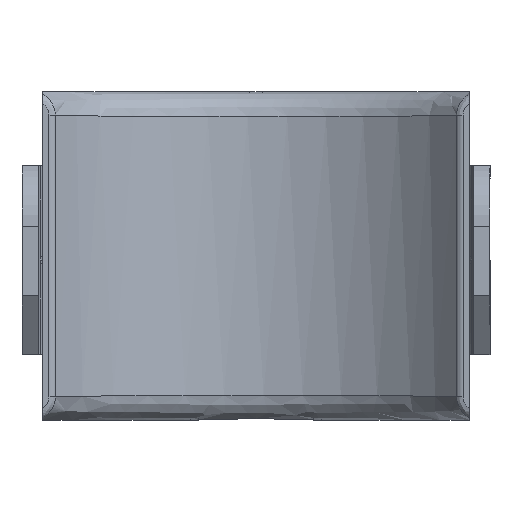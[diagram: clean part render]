
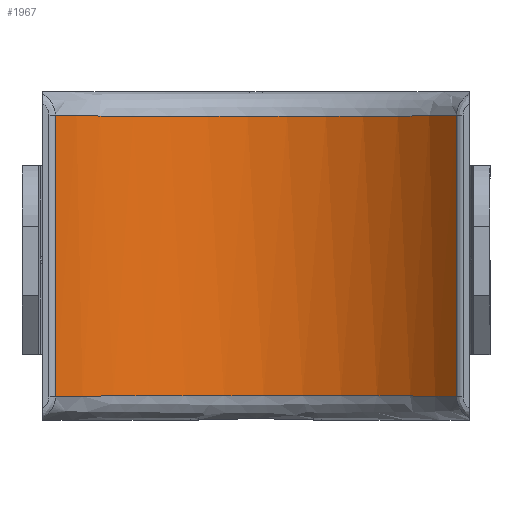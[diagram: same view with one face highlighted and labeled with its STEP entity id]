
A CAD part, front view. The second image highlights one B-rep face of the part: STEP entity #1967.
In plain terms, the highlighted cylindrical face has radius 31.5 mm (diameter 63 mm), a partial arc.
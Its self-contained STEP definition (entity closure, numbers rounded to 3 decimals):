
#76 = CARTESIAN_POINT ( 'NONE',  ( -20.361, -7.458, 17.066 ) ) ;
#529 = CARTESIAN_POINT ( 'NONE',  ( -24.443, -11.631, 17.164 ) ) ;
#530 = CARTESIAN_POINT ( 'NONE',  ( 24.443, -11.631, 17.164 ) ) ;
#579 = CARTESIAN_POINT ( 'NONE',  ( 20.379, -7.453, 17.066 ) ) ;
#604 = CARTESIAN_POINT ( 'NONE',  ( -8.06, -1.027, -17. ) ) ;
#630 = CARTESIAN_POINT ( 'NONE',  ( 17.606, -5.354, -17.033 ) ) ;
#1076 = CARTESIAN_POINT ( 'NONE',  ( -24.443, -11.631, 17.164 ) ) ;
#1148 = CARTESIAN_POINT ( 'NONE',  ( -24.443, -11.631, 20. ) ) ;
#1241 = CARTESIAN_POINT ( 'NONE',  ( -2.359, -0.001, -16.999 ) ) ;
#1243 = CARTESIAN_POINT ( 'NONE',  ( 9.242, -1.296, 17.001 ) ) ;
#1275 = CARTESIAN_POINT ( 'NONE',  ( 20.379, -7.453, -17.066 ) ) ;
#1487 = CARTESIAN_POINT ( 'NONE',  ( -12.483, -2.555, 17.007 ) ) ;
#1492 = CARTESIAN_POINT ( 'NONE',  ( 5.828, -0.522, 16.999 ) ) ;
#1511 = EDGE_CURVE ( 'NONE', #5862, #7414, #4858, .T. ) ;
#1559 = VECTOR ( 'NONE', #6667, 1000. ) ;
#1819 = ORIENTED_EDGE ( 'NONE', *, *, #6849, .T. ) ;
#1843 = CARTESIAN_POINT ( 'NONE',  ( -21.668, -8.628, -17.089 ) ) ;
#1867 = CARTESIAN_POINT ( 'NONE',  ( 2.337, -0.065, -16.999 ) ) ;
#1894 = CARTESIAN_POINT ( 'NONE',  ( 22.495, -9.442, -17.107 ) ) ;
#1967 = ADVANCED_FACE ( 'NONE', ( #5985 ), #4094, .F. ) ;
#2088 = CARTESIAN_POINT ( 'NONE',  ( 21.25, -8.218, 17.08 ) ) ;
#2089 = CARTESIAN_POINT ( 'NONE',  ( 11.432, -2.055, 17.003 ) ) ;
#2113 = CARTESIAN_POINT ( 'NONE',  ( -8.06, -1.027, 17. ) ) ;
#2120 = CARTESIAN_POINT ( 'NONE',  ( 16.118, -4.43, 17.023 ) ) ;
#2194 = CARTESIAN_POINT ( 'NONE',  ( 24.443, -11.631, 20. ) ) ;
#2232 = CARTESIAN_POINT ( 'NONE',  ( 23.689, -10.729, 17.139 ) ) ;
#2472 = CARTESIAN_POINT ( 'NONE',  ( 24.073, -11.175, 17.151 ) ) ;
#2476 = CARTESIAN_POINT ( 'NONE',  ( -20.361, -7.458, -17.066 ) ) ;
#2497 = CARTESIAN_POINT ( 'NONE',  ( 22.9, -9.862, 17.117 ) ) ;
#2506 = CARTESIAN_POINT ( 'NONE',  ( 5.828, -0.522, -16.999 ) ) ;
#2545 = CARTESIAN_POINT ( 'NONE',  ( 23.689, -10.729, -17.139 ) ) ;
#2610 = ORIENTED_EDGE ( 'NONE', *, *, #4393, .T. ) ;
#2749 = CARTESIAN_POINT ( 'NONE',  ( 15.61, -4.134, 17.02 ) ) ;
#2773 = CARTESIAN_POINT ( 'NONE',  ( -4.665, -0.261, 16.999 ) ) ;
#3138 = CARTESIAN_POINT ( 'NONE',  ( -17.601, -5.271, -17.03 ) ) ;
#3164 = CARTESIAN_POINT ( 'NONE',  ( 11.432, -2.055, -17.003 ) ) ;
#3192 = CARTESIAN_POINT ( 'NONE',  ( 24.443, -11.631, -17.164 ) ) ;
#3275 = CARTESIAN_POINT ( 'NONE',  ( -21.668, -8.628, 17.089 ) ) ;
#3588 = CARTESIAN_POINT ( 'NONE',  ( 0., -31.5, 20. ) ) ;
#3772 = CARTESIAN_POINT ( 'NONE',  ( -12.483, -2.555, -17.007 ) ) ;
#3795 = CARTESIAN_POINT ( 'NONE',  ( 14.581, -3.572, -17.014 ) ) ;
#3828 = LINE ( 'NONE', #1148, #5136 ) ;
#3850 = CARTESIAN_POINT ( 'NONE',  ( -22.916, -9.856, 17.116 ) ) ;
#3896 = CARTESIAN_POINT ( 'NONE',  ( -19.909, -7.082, 17.06 ) ) ;
#4002 = CARTESIAN_POINT ( 'NONE',  ( 2.337, -0.065, 16.999 ) ) ;
#4026 = CARTESIAN_POINT ( 'NONE',  ( -2.359, -0.001, 16.999 ) ) ;
#4061 = CARTESIAN_POINT ( 'NONE',  ( -15.628, -4.052, 17.018 ) ) ;
#4094 = CYLINDRICAL_SURFACE ( 'NONE', #7959, 31.5 ) ;
#4361 = CARTESIAN_POINT ( 'NONE',  ( -24.443, -11.631, -17.164 ) ) ;
#4393 = EDGE_CURVE ( 'NONE', #5053, #5862, #6461, .T. ) ;
#4413 = CARTESIAN_POINT ( 'NONE',  ( -9.181, -1.345, -17.001 ) ) ;
#4449 = CARTESIAN_POINT ( 'NONE',  ( 16.118, -4.43, -17.023 ) ) ;
#4541 = CARTESIAN_POINT ( 'NONE',  ( -21.24, -8.231, 17.081 ) ) ;
#4858 = B_SPLINE_CURVE_WITH_KNOTS ( 'NONE', 3,
 ( #530, #2472, #2232, #2497, #5586, #2088, #579, #6568, #7203, #2120, #2749, #6946, #7989, #2089, #1243, #1492, #5676, #4002, #7233, #4026, #2773, #2113, #5957, #7867, #1487, #4061, #5186, #3896, #76, #4541, #3275, #3850, #5801, #1076 ),
 .UNSPECIFIED., .F., .F.,
 ( 4, 2, 2, 2, 2, 2, 2, 2, 2, 2, 2, 2, 2, 2, 2, 2, 4 ),
 ( 0., 0.002, 0.004, 0.008, 0.011, 0.013, 0.015, 0.022, 0.025, 0.029, 0.036, 0.039, 0.043, 0.05, 0.052, 0.053, 0.057 ),
 .UNSPECIFIED. ) ;
#5053 = VERTEX_POINT ( 'NONE', #6503 ) ;
#5067 = CARTESIAN_POINT ( 'NONE',  ( -4.665, -0.261, -16.999 ) ) ;
#5080 = CARTESIAN_POINT ( 'NONE',  ( 24.443, -11.631, 17.164 ) ) ;
#5096 = CARTESIAN_POINT ( 'NONE',  ( 18.557, -6.02, -17.042 ) ) ;
#5136 = VECTOR ( 'NONE', #6244, 1000. ) ;
#5186 = CARTESIAN_POINT ( 'NONE',  ( -17.601, -5.271, 17.03 ) ) ;
#5445 = B_SPLINE_CURVE_WITH_KNOTS ( 'NONE', 3,
 ( #4361, #8208, #5675, #1843, #6302, #2476, #6952, #3138, #7594, #3772, #8267, #4413, #604, #5067, #1241, #5703, #1867, #6338, #2506, #6979, #3164, #7633, #3795, #8294, #4449, #630, #5096, #1275, #5734, #1894, #6368, #2545, #7003, #3192 ),
 .UNSPECIFIED., .F., .F.,
 ( 4, 2, 2, 2, 2, 2, 2, 2, 2, 2, 2, 2, 2, 2, 2, 2, 4 ),
 ( 0., 0.004, 0.006, 0.007, 0.014, 0.018, 0.021, 0.028, 0.032, 0.036, 0.043, 0.044, 0.046, 0.05, 0.053, 0.055, 0.057 ),
 .UNSPECIFIED. ) ;
#5586 = CARTESIAN_POINT ( 'NONE',  ( 22.495, -9.442, 17.107 ) ) ;
#5675 = CARTESIAN_POINT ( 'NONE',  ( -22.916, -9.856, -17.116 ) ) ;
#5676 = CARTESIAN_POINT ( 'NONE',  ( 4.664, -0.325, 16.999 ) ) ;
#5703 = CARTESIAN_POINT ( 'NONE',  ( 1.167, 0., -16.999 ) ) ;
#5734 = CARTESIAN_POINT ( 'NONE',  ( 21.25, -8.218, -17.08 ) ) ;
#5801 = CARTESIAN_POINT ( 'NONE',  ( -23.703, -10.72, 17.138 ) ) ;
#5831 = ORIENTED_EDGE ( 'NONE', *, *, #1511, .T. ) ;
#5862 = VERTEX_POINT ( 'NONE', #5080 ) ;
#5957 = CARTESIAN_POINT ( 'NONE',  ( -9.181, -1.345, 17.001 ) ) ;
#5985 = FACE_OUTER_BOUND ( 'NONE', #7122, .T. ) ;
#6244 = DIRECTION ( 'NONE',  ( 0., 0., -1. ) ) ;
#6302 = CARTESIAN_POINT ( 'NONE',  ( -21.24, -8.231, -17.081 ) ) ;
#6338 = CARTESIAN_POINT ( 'NONE',  ( 4.664, -0.325, -16.999 ) ) ;
#6368 = CARTESIAN_POINT ( 'NONE',  ( 22.9, -9.862, -17.117 ) ) ;
#6461 = LINE ( 'NONE', #2194, #1559 ) ;
#6503 = CARTESIAN_POINT ( 'NONE',  ( 24.443, -11.631, -17.164 ) ) ;
#6568 = CARTESIAN_POINT ( 'NONE',  ( 18.557, -6.02, 17.042 ) ) ;
#6667 = DIRECTION ( 'NONE',  ( 0., 0., 1. ) ) ;
#6849 = EDGE_CURVE ( 'NONE', #6948, #5053, #5445, .T. ) ;
#6946 = CARTESIAN_POINT ( 'NONE',  ( 14.581, -3.572, 17.014 ) ) ;
#6948 = VERTEX_POINT ( 'NONE', #7752 ) ;
#6952 = CARTESIAN_POINT ( 'NONE',  ( -19.909, -7.082, -17.06 ) ) ;
#6979 = CARTESIAN_POINT ( 'NONE',  ( 9.242, -1.296, -17.001 ) ) ;
#7003 = CARTESIAN_POINT ( 'NONE',  ( 24.073, -11.175, -17.151 ) ) ;
#7122 = EDGE_LOOP ( 'NONE', ( #1819, #2610, #5831, #7946 ) ) ;
#7203 = CARTESIAN_POINT ( 'NONE',  ( 17.606, -5.354, 17.033 ) ) ;
#7233 = CARTESIAN_POINT ( 'NONE',  ( 1.167, 0., 16.999 ) ) ;
#7343 = EDGE_CURVE ( 'NONE', #7414, #6948, #3828, .T. ) ;
#7414 = VERTEX_POINT ( 'NONE', #529 ) ;
#7425 = DIRECTION ( 'NONE',  ( 0., 0., -1. ) ) ;
#7594 = CARTESIAN_POINT ( 'NONE',  ( -15.628, -4.052, -17.018 ) ) ;
#7633 = CARTESIAN_POINT ( 'NONE',  ( 14.061, -3.306, -17.012 ) ) ;
#7752 = CARTESIAN_POINT ( 'NONE',  ( -24.443, -11.631, -17.164 ) ) ;
#7867 = CARTESIAN_POINT ( 'NONE',  ( -11.401, -2.112, 17.004 ) ) ;
#7946 = ORIENTED_EDGE ( 'NONE', *, *, #7343, .T. ) ;
#7959 = AXIS2_PLACEMENT_3D ( 'NONE', #3588, #7425, #8083 ) ;
#7989 = CARTESIAN_POINT ( 'NONE',  ( 14.061, -3.306, 17.012 ) ) ;
#8083 = DIRECTION ( 'NONE',  ( -1., 0., 0. ) ) ;
#8208 = CARTESIAN_POINT ( 'NONE',  ( -23.703, -10.72, -17.138 ) ) ;
#8267 = CARTESIAN_POINT ( 'NONE',  ( -11.401, -2.112, -17.004 ) ) ;
#8294 = CARTESIAN_POINT ( 'NONE',  ( 15.61, -4.134, -17.02 ) ) ;
